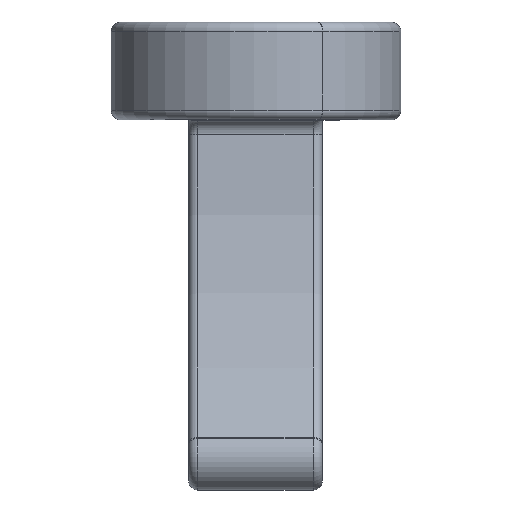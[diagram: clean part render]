
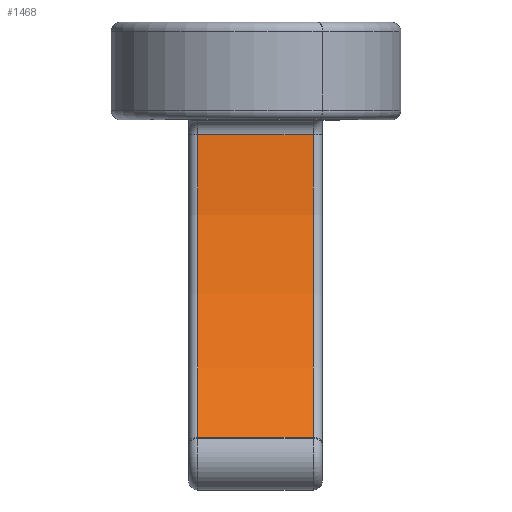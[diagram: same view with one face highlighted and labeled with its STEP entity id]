
A CAD part, top view. The second image highlights one B-rep face of the part: STEP entity #1468.
In plain terms, the highlighted cylindrical face has radius 144.333 mm (diameter 288.666 mm), a partial arc.
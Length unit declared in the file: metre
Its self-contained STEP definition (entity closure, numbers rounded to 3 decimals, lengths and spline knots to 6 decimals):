
#200=CIRCLE('',#1656,0.144333);
#201=CIRCLE('',#1657,0.144333);
#387=ORIENTED_EDGE('',*,*,#841,.T.);
#388=ORIENTED_EDGE('',*,*,#842,.T.);
#389=ORIENTED_EDGE('',*,*,#843,.T.);
#390=ORIENTED_EDGE('',*,*,#844,.T.);
#841=EDGE_CURVE('',#1062,#1063,#1123,.T.);
#842=EDGE_CURVE('',#1063,#1064,#200,.F.);
#843=EDGE_CURVE('',#1064,#1065,#1124,.F.);
#844=EDGE_CURVE('',#1065,#1062,#201,.F.);
#1062=VERTEX_POINT('',#2589);
#1063=VERTEX_POINT('',#2590);
#1064=VERTEX_POINT('',#2592);
#1065=VERTEX_POINT('',#2594);
#1123=LINE('',#2588,#1185);
#1124=LINE('',#2593,#1186);
#1185=VECTOR('',#2008,1.);
#1186=VECTOR('',#2011,1.);
#1233=EDGE_LOOP('',(#387,#388,#389,#390));
#1334=FACE_BOUND('',#1233,.T.);
#1430=CYLINDRICAL_SURFACE('',#1655,0.144333);
#1468=ADVANCED_FACE('',(#1334),#1430,.F.);
#1655=AXIS2_PLACEMENT_3D('',#2587,#2006,#2007);
#1656=AXIS2_PLACEMENT_3D('',#2591,#2009,#2010);
#1657=AXIS2_PLACEMENT_3D('',#2595,#2012,#2013);
#2006=DIRECTION('',(-1.,0.,0.));
#2007=DIRECTION('',(0.,0.,1.));
#2008=DIRECTION('',(-1.,0.,0.));
#2009=DIRECTION('',(1.,0.,0.));
#2010=DIRECTION('',(0.,0.,-1.));
#2011=DIRECTION('',(-1.,0.,0.));
#2012=DIRECTION('',(-1.,0.,0.));
#2013=DIRECTION('',(0.,0.,1.));
#2587=CARTESIAN_POINT('',(0.015825,-0.0254,0.100112));
#2588=CARTESIAN_POINT('',(0.015825,-0.029176,-0.044171));
#2589=CARTESIAN_POINT('',(0.013387,-0.029176,-0.044171));
#2590=CARTESIAN_POINT('',(-0.016585,-0.029176,-0.044171));
#2591=CARTESIAN_POINT('',(-0.016585,-0.0254,0.100112));
#2592=CARTESIAN_POINT('',(-0.016585,-0.107997,-0.018251));
#2593=CARTESIAN_POINT('',(0.015825,-0.107997,-0.018251));
#2594=CARTESIAN_POINT('',(0.013387,-0.107997,-0.018251));
#2595=CARTESIAN_POINT('',(0.013387,-0.0254,0.100112));
